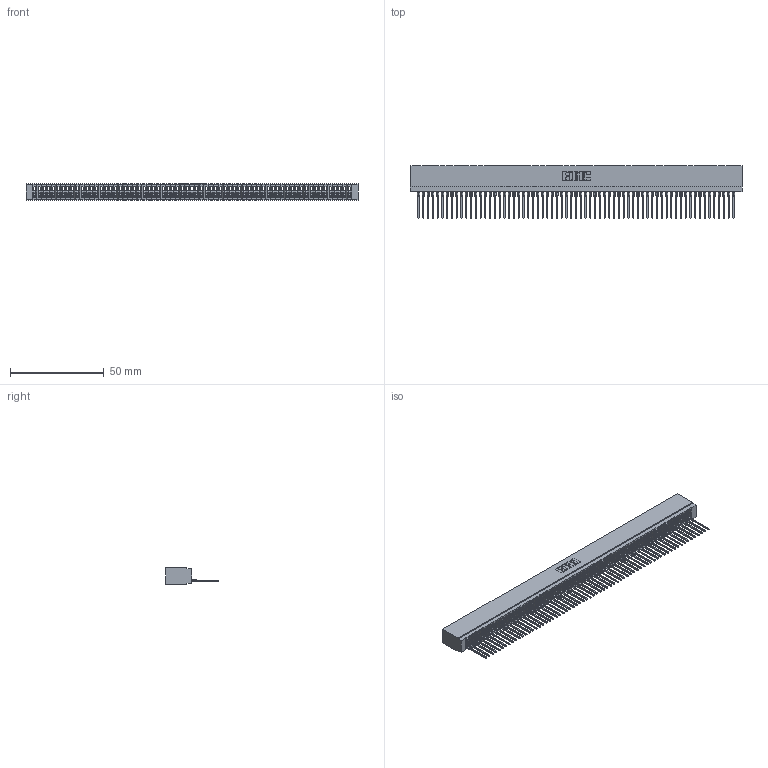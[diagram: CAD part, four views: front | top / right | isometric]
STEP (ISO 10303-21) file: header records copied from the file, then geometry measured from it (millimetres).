
FILE_DESCRIPTION (( 'STEP AP203' ), '1' );
FILE_NAME ('725-067-545-101.STEP', '2020-09-10T04:16:27', ( '' ), ( '' ), 'SwSTEP 2.0', 'SolidWorks 2020', '' );
FILE_SCHEMA (( 'CONFIG_CONTROL_DESIGN' ));
Length unit declared in the file: inch
Products named in the file (3): 745-292-001_545; 725 Part_Insulator Option - 01; 725-067-545-101
Assembly tree (68 placements, depth 2):
  725-067-545-101
    725 Part_Insulator Option - 01
    745-292-001_545  x67
Bounding box: 176.78 x 28.21 x 8.89 mm (x, y, z)
Volume: 891.8 mm3; surface area: 27365.2 mm2
Topology: 67 solids, 68 shells, 7598 faces, 20890 edges, 13166 vertices
Faces by surface type: plane 4543, bspline 1340, cylinder 1313, torus 402
Entity records: 107209 total; most frequent: CARTESIAN_POINT 19392, ORIENTED_EDGE 18944, DIRECTION 16396, EDGE_CURVE 9472, LINE 8888, VECTOR 8888, VERTEX_POINT 6038, AXIS2_PLACEMENT_3D 3754
